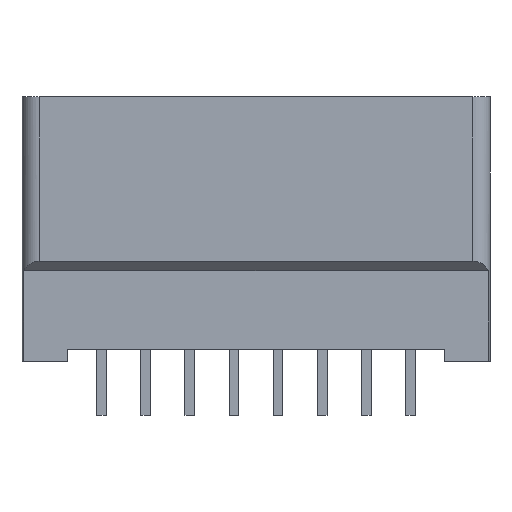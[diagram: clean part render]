
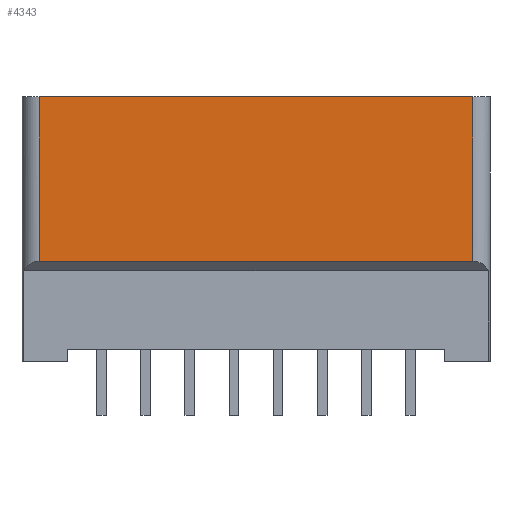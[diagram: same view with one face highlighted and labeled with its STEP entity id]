
A CAD part, front view. The second image highlights one B-rep face of the part: STEP entity #4343.
In plain terms, the highlighted planar face has unit normal (0, -1, 0).
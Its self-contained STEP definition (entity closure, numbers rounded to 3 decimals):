
#289=FACE_OUTER_BOUND('',#565,.T.);
#565=EDGE_LOOP('',(#3526,#3527,#3528,#3529));
#1044=LINE('',#6750,#1588);
#1049=LINE('',#6761,#1593);
#1067=LINE('',#6805,#1611);
#1068=LINE('',#6807,#1612);
#1588=VECTOR('',#5433,24.96);
#1593=VECTOR('',#5440,9.45);
#1611=VECTOR('',#5482,9.45);
#1612=VECTOR('',#5485,24.96);
#2070=VERTEX_POINT('',#6738);
#2075=VERTEX_POINT('',#6748);
#2080=VERTEX_POINT('',#6760);
#2094=VERTEX_POINT('',#6803);
#2582=EDGE_CURVE('',#2075,#2070,#1044,.T.);
#2587=EDGE_CURVE('',#2070,#2080,#1049,.T.);
#2610=EDGE_CURVE('',#2094,#2075,#1067,.T.);
#2611=EDGE_CURVE('',#2094,#2080,#1068,.T.);
#3526=ORIENTED_EDGE('',*,*,#2611,.T.);
#3527=ORIENTED_EDGE('',*,*,#2587,.F.);
#3528=ORIENTED_EDGE('',*,*,#2582,.F.);
#3529=ORIENTED_EDGE('',*,*,#2610,.F.);
#4133=PLANE('',#4633);
#4343=ADVANCED_FACE('',(#289),#4133,.T.);
#4633=AXIS2_PLACEMENT_3D('',#6806,#5483,#5484);
#5433=DIRECTION('',(1.,0.,0.));
#5440=DIRECTION('',(0.,0.,-1.));
#5482=DIRECTION('',(0.,0.,1.));
#5483=DIRECTION('center_axis',(0.,-1.,0.));
#5484=DIRECTION('ref_axis',(0.,0.,-1.));
#5485=DIRECTION('',(1.,0.,0.));
#6738=CARTESIAN_POINT('',(200.04,5.705,10.));
#6748=CARTESIAN_POINT('',(175.08,5.705,10.));
#6750=CARTESIAN_POINT('',(175.08,5.705,10.));
#6760=CARTESIAN_POINT('',(200.04,5.705,0.55));
#6761=CARTESIAN_POINT('',(200.04,5.705,10.));
#6803=CARTESIAN_POINT('',(175.08,5.705,0.55));
#6805=CARTESIAN_POINT('',(175.08,5.705,0.55));
#6806=CARTESIAN_POINT('Origin',(322.94,5.705,0.));
#6807=CARTESIAN_POINT('',(175.08,5.705,0.55));
